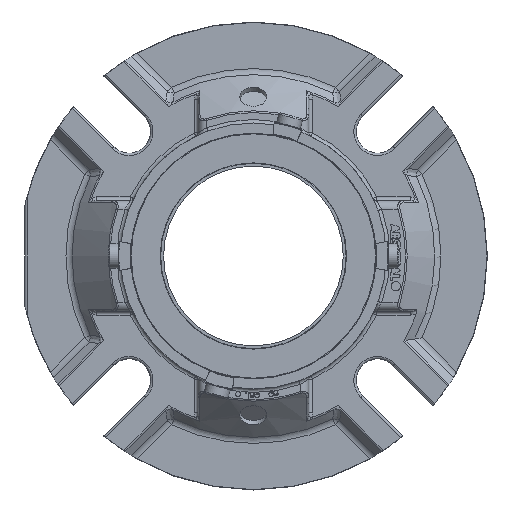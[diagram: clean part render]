
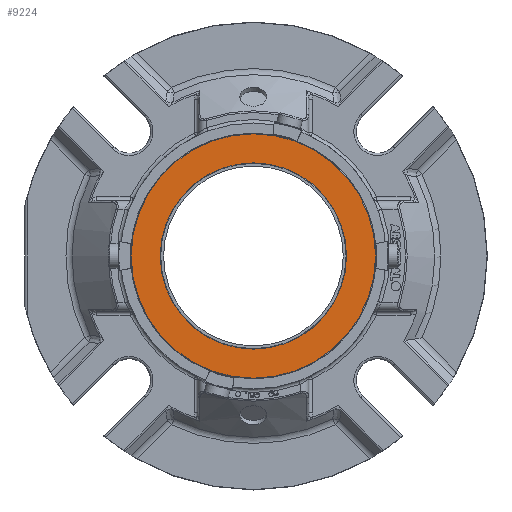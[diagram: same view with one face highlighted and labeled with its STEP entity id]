
A CAD part, left-side view. The second image highlights one B-rep face of the part: STEP entity #9224.
In plain terms, the highlighted planar face has unit normal (-1, 0, 0).
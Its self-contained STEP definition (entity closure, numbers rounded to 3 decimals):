
#1710=PLANE('',#10165);
#4002=ORIENTED_EDGE('',*,*,#5651,.F.);
#4003=ORIENTED_EDGE('',*,*,#5669,.T.);
#5651=EDGE_CURVE('',#6620,#6620,#7219,.F.);
#5669=EDGE_CURVE('',#6630,#6630,#7229,.F.);
#6620=VERTEX_POINT('',#18927);
#6630=VERTEX_POINT('',#19017);
#7219=CIRCLE('',#10142,37.844);
#7229=CIRCLE('',#10166,49.67);
#7837=EDGE_LOOP('',(#4002));
#7838=EDGE_LOOP('',(#4003));
#8478=FACE_BOUND('',#7837,.T.);
#8479=FACE_BOUND('',#7838,.T.);
#9224=ADVANCED_FACE('',(#8478,#8479),#1710,.F.);
#10142=AXIS2_PLACEMENT_3D('',#18926,#12359,#12360);
#10165=AXIS2_PLACEMENT_3D('',#19015,#12405,#12406);
#10166=AXIS2_PLACEMENT_3D('',#19016,#12407,#12408);
#12359=DIRECTION('',(1.,0.,0.));
#12360=DIRECTION('',(0.,1.,0.));
#12405=DIRECTION('',(1.,0.,0.));
#12406=DIRECTION('',(0.,0.5,0.866));
#12407=DIRECTION('',(1.,0.,0.));
#12408=DIRECTION('',(0.,0.5,0.866));
#18926=CARTESIAN_POINT('',(-59.182,0.008,0.));
#18927=CARTESIAN_POINT('',(-59.182,37.852,0.));
#19015=CARTESIAN_POINT('',(-59.182,-24.962,-43.235));
#19016=CARTESIAN_POINT('',(-59.182,0.,0.));
#19017=CARTESIAN_POINT('',(-59.182,24.835,43.015));
